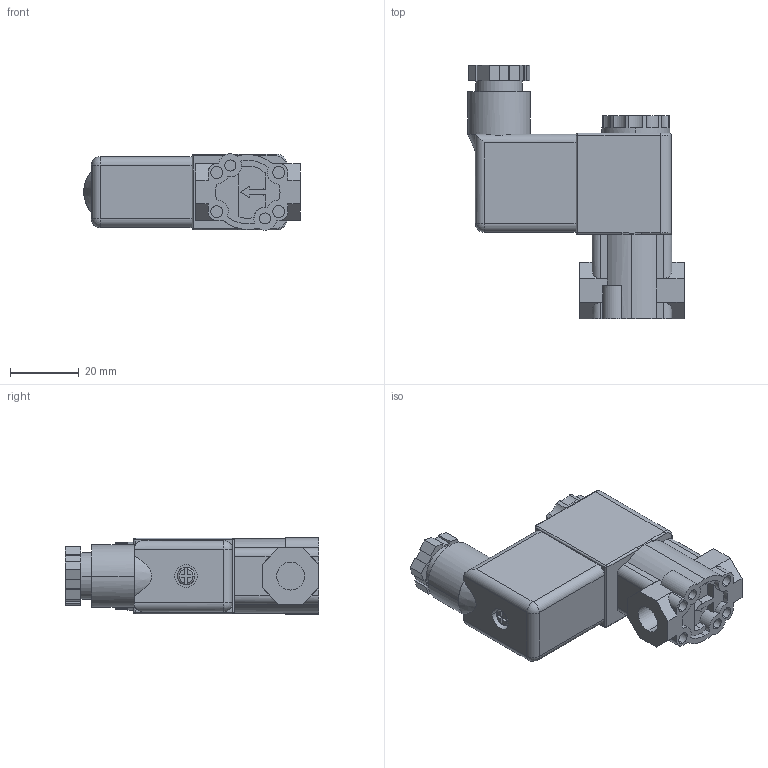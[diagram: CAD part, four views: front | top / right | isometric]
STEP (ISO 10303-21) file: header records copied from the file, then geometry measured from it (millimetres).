
FILE_DESCRIPTION (( 'STEP AP214' ), '1' );
FILE_NAME ('DVM-2BC1B-120A.step', '2016-04-27T15:14:49', ( '' ), ( '' ), 'SwSTEP 2.0', 'SolidWorks 2015', '' );
FILE_SCHEMA (( 'AUTOMOTIVE_DESIGN' ));
Length unit declared in the file: inch
Products named in the file (1): DVM-2BC1B-120A
Bounding box: 63.13 x 74.02 x 22.29 mm (x, y, z)
Volume: 49856.4 mm3; surface area: 12839.7 mm2
Topology: 1 solids, 1 shells, 253 faces, 665 edges, 425 vertices
Faces by surface type: plane 133, cylinder 101, torus 7, sphere 6, bspline 5, cone 1
Entity records: 11005 total; most frequent: CARTESIAN_POINT 1657, DIRECTION 1381, ORIENTED_EDGE 1318, EDGE_CURVE 659, AXIS2_PLACEMENT_3D 499, VERTEX_POINT 425, LINE 383, VECTOR 383
